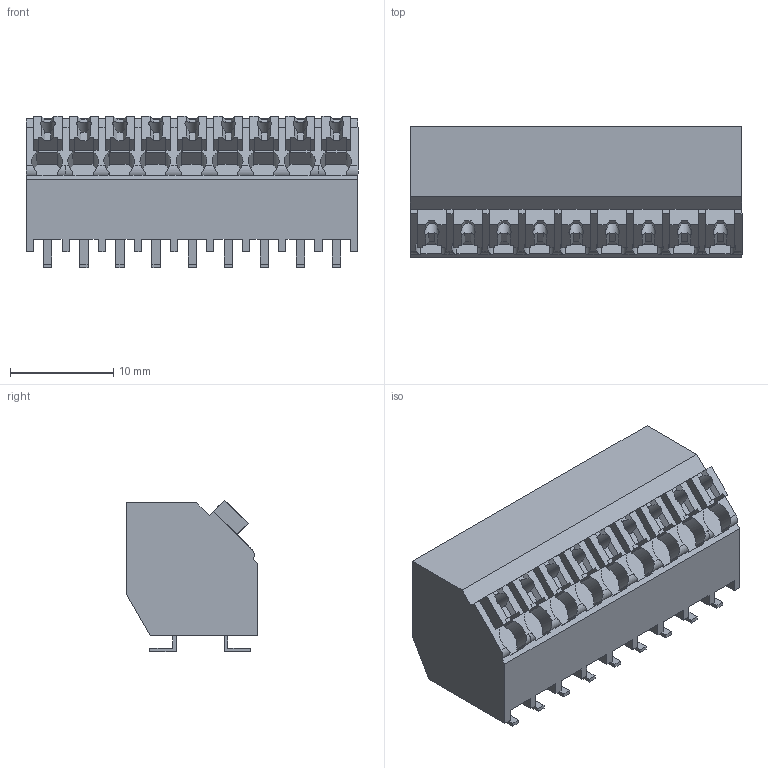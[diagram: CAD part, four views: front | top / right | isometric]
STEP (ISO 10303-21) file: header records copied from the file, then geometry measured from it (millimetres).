
FILE_DESCRIPTION(('CATIA V5 STEP Exchange','CAx-IF Rec.Pracs.--- Model Styling and Organization---1.2---2011-12-15'),'2;1');
FILE_NAME ('D1452207_0_1473390000_1473390000.stp','2018-03-24T16:11:02+00:00',('none'),('Weidmueller'),'CATIA Version 5-6 Release 2014','CATIA V5 STEP AP214','none');
FILE_SCHEMA(('AUTOMOTIVE_DESIGN { 1 0 10303 214 1 1 1 1 }'));
Length unit declared in the file: millimetre
Products named in the file (1): 1473390000
Bounding box: 32.2 x 12.7 x 14.71 mm (x, y, z)
Volume: 3657.6 mm3; surface area: 3692 mm2
Topology: 28 solids, 28 shells, 609 faces, 1747 edges, 1194 vertices
Faces by surface type: plane 560, cylinder 49
Entity records: 18234 total; most frequent: CARTESIAN_POINT 3675, ORIENTED_EDGE 3494, DIRECTION 2195, EDGE_CURVE 1747, VECTOR 1562, LINE 1562, VERTEX_POINT 1194, EDGE_LOOP 627
